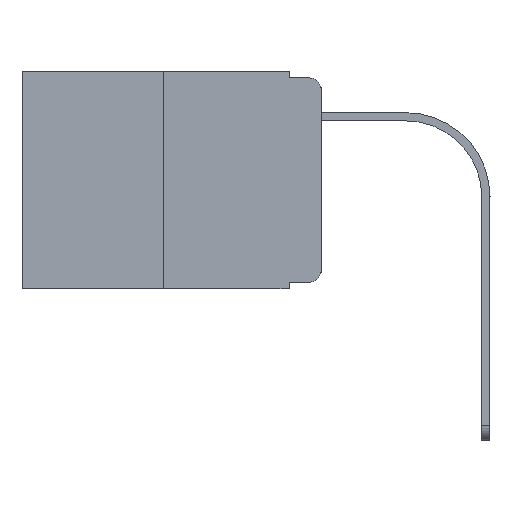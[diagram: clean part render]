
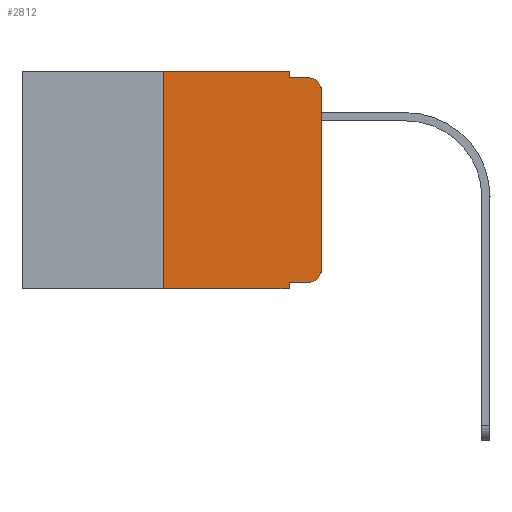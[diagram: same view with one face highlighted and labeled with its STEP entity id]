
A CAD part, left-side view. The second image highlights one B-rep face of the part: STEP entity #2812.
In plain terms, the highlighted planar face has unit normal (-1, 0, 0).
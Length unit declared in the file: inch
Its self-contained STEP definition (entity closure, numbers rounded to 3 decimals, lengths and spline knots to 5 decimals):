
#106 = EDGE_CURVE ( 'NONE', #117, #11844, #7498, .T. ) ;
#117 = VERTEX_POINT ( 'NONE', #10752 ) ;
#251 = DIRECTION ( 'NONE',  ( 0., -1., 0. ) ) ;
#668 = VECTOR ( 'NONE', #7715, 39.37008 ) ;
#1005 = ORIENTED_EDGE ( 'NONE', *, *, #12305, .T. ) ;
#1153 = EDGE_CURVE ( 'NONE', #11123, #11844, #5936, .T. ) ;
#1183 = EDGE_CURVE ( 'NONE', #11123, #12827, #13841, .T. ) ;
#1760 = PLANE ( 'NONE',  #10024 ) ;
#1837 = VECTOR ( 'NONE', #251, 39.37008 ) ;
#2052 = CARTESIAN_POINT ( 'NONE',  ( 0., 0.02, -0.313 ) ) ;
#2333 = VECTOR ( 'NONE', #8450, 39.37008 ) ;
#2368 = ORIENTED_EDGE ( 'NONE', *, *, #3972, .T. ) ;
#2529 = EDGE_CURVE ( 'NONE', #117, #7298, #8972, .T. ) ;
#2812 = ADVANCED_FACE ( 'NONE', ( #12048 ), #1760, .F. ) ;
#3281 = EDGE_CURVE ( 'NONE', #7298, #6542, #11264, .T. ) ;
#3352 = VERTEX_POINT ( 'NONE', #4283 ) ;
#3474 = VERTEX_POINT ( 'NONE', #5683 ) ;
#3873 = DIRECTION ( 'NONE',  ( 0., 0., -1. ) ) ;
#3951 = CARTESIAN_POINT ( 'NONE',  ( 0., 0.02, -0.03 ) ) ;
#3972 = EDGE_CURVE ( 'NONE', #12860, #14011, #13119, .T. ) ;
#4283 = CARTESIAN_POINT ( 'NONE',  ( 0., 0.051, -0.01 ) ) ;
#4294 = DIRECTION ( 'NONE',  ( -1., 0., 0. ) ) ;
#4404 = ORIENTED_EDGE ( 'NONE', *, *, #1183, .T. ) ;
#4664 = VECTOR ( 'NONE', #14429, 39.37008 ) ;
#4683 = ORIENTED_EDGE ( 'NONE', *, *, #106, .T. ) ;
#4854 = EDGE_LOOP ( 'NONE', ( #2368, #1005, #9524, #10872, #10808, #6439, #4683, #13760, #4404, #10130 ) ) ;
#4994 = CARTESIAN_POINT ( 'NONE',  ( 0., 0.051, -0.333 ) ) ;
#5232 = DIRECTION ( 'NONE',  ( 0., -1., 0. ) ) ;
#5683 = CARTESIAN_POINT ( 'NONE',  ( 0., 0.02, -0.01 ) ) ;
#5936 = LINE ( 'NONE', #10683, #8032 ) ;
#5982 = CIRCLE ( 'NONE', #6231, 0.02 ) ;
#6033 = CARTESIAN_POINT ( 'NONE',  ( 0., 0., 0. ) ) ;
#6231 = AXIS2_PLACEMENT_3D ( 'NONE', #2052, #4294, #8874 ) ;
#6424 = VECTOR ( 'NONE', #12438, 39.37008 ) ;
#6439 = ORIENTED_EDGE ( 'NONE', *, *, #2529, .F. ) ;
#6542 = VERTEX_POINT ( 'NONE', #13533 ) ;
#6766 = CARTESIAN_POINT ( 'NONE',  ( 0., 0.25, 0. ) ) ;
#7298 = VERTEX_POINT ( 'NONE', #6766 ) ;
#7498 = LINE ( 'NONE', #13094, #14103 ) ;
#7715 = DIRECTION ( 'NONE',  ( 0., -1., 0. ) ) ;
#8032 = VECTOR ( 'NONE', #8042, 39.37008 ) ;
#8042 = DIRECTION ( 'NONE',  ( 0., 0., -1. ) ) ;
#8450 = DIRECTION ( 'NONE',  ( 0., 0., 1. ) ) ;
#8600 = DIRECTION ( 'NONE',  ( -1., 0., 0. ) ) ;
#8753 = EDGE_CURVE ( 'NONE', #12827, #12860, #5982, .T. ) ;
#8874 = DIRECTION ( 'NONE',  ( 0., 0., -1. ) ) ;
#8972 = LINE ( 'NONE', #11299, #6424 ) ;
#9137 = CARTESIAN_POINT ( 'NONE',  ( 0., 0., -0.03 ) ) ;
#9192 = CIRCLE ( 'NONE', #11851, 0.02 ) ;
#9524 = ORIENTED_EDGE ( 'NONE', *, *, #9564, .F. ) ;
#9564 = EDGE_CURVE ( 'NONE', #3352, #3474, #13349, .T. ) ;
#9633 = LINE ( 'NONE', #14209, #4664 ) ;
#9788 = DIRECTION ( 'NONE',  ( 1., 0., 0. ) ) ;
#9919 = CARTESIAN_POINT ( 'NONE',  ( 0., 0.473, 0. ) ) ;
#10024 = AXIS2_PLACEMENT_3D ( 'NONE', #10907, #9788, #12564 ) ;
#10130 = ORIENTED_EDGE ( 'NONE', *, *, #8753, .T. ) ;
#10683 = CARTESIAN_POINT ( 'NONE',  ( 0., 0.051, 0. ) ) ;
#10752 = CARTESIAN_POINT ( 'NONE',  ( 0., 0.25, -0.343 ) ) ;
#10808 = ORIENTED_EDGE ( 'NONE', *, *, #3281, .F. ) ;
#10832 = CARTESIAN_POINT ( 'NONE',  ( 0., 0., -0.313 ) ) ;
#10863 = CARTESIAN_POINT ( 'NONE',  ( 0., 0.051, -0.01 ) ) ;
#10872 = ORIENTED_EDGE ( 'NONE', *, *, #14470, .F. ) ;
#10907 = CARTESIAN_POINT ( 'NONE',  ( 0., 0.473, 0. ) ) ;
#11123 = VERTEX_POINT ( 'NONE', #4994 ) ;
#11264 = LINE ( 'NONE', #9919, #668 ) ;
#11299 = CARTESIAN_POINT ( 'NONE',  ( 0., 0.25, 0. ) ) ;
#11424 = CARTESIAN_POINT ( 'NONE',  ( 0., 0.051, -0.343 ) ) ;
#11777 = VECTOR ( 'NONE', #5232, 39.37008 ) ;
#11844 = VERTEX_POINT ( 'NONE', #11424 ) ;
#11851 = AXIS2_PLACEMENT_3D ( 'NONE', #3951, #8600, #3873 ) ;
#12048 = FACE_OUTER_BOUND ( 'NONE', #4854, .T. ) ;
#12305 = EDGE_CURVE ( 'NONE', #14011, #3474, #9192, .T. ) ;
#12438 = DIRECTION ( 'NONE',  ( 0., 0., 1. ) ) ;
#12564 = DIRECTION ( 'NONE',  ( 0., 0., -1. ) ) ;
#12827 = VERTEX_POINT ( 'NONE', #14139 ) ;
#12860 = VERTEX_POINT ( 'NONE', #10832 ) ;
#12870 = CARTESIAN_POINT ( 'NONE',  ( 0., 0.051, -0.333 ) ) ;
#13094 = CARTESIAN_POINT ( 'NONE',  ( 0., 0.473, -0.343 ) ) ;
#13119 = LINE ( 'NONE', #6033, #2333 ) ;
#13349 = LINE ( 'NONE', #10863, #11777 ) ;
#13533 = CARTESIAN_POINT ( 'NONE',  ( 0., 0.051, 0. ) ) ;
#13760 = ORIENTED_EDGE ( 'NONE', *, *, #1153, .F. ) ;
#13841 = LINE ( 'NONE', #12870, #1837 ) ;
#14011 = VERTEX_POINT ( 'NONE', #9137 ) ;
#14103 = VECTOR ( 'NONE', #14428, 39.37008 ) ;
#14139 = CARTESIAN_POINT ( 'NONE',  ( 0., 0.02, -0.333 ) ) ;
#14209 = CARTESIAN_POINT ( 'NONE',  ( 0., 0.051, 0. ) ) ;
#14428 = DIRECTION ( 'NONE',  ( 0., -1., 0. ) ) ;
#14429 = DIRECTION ( 'NONE',  ( 0., 0., -1. ) ) ;
#14470 = EDGE_CURVE ( 'NONE', #6542, #3352, #9633, .T. ) ;
